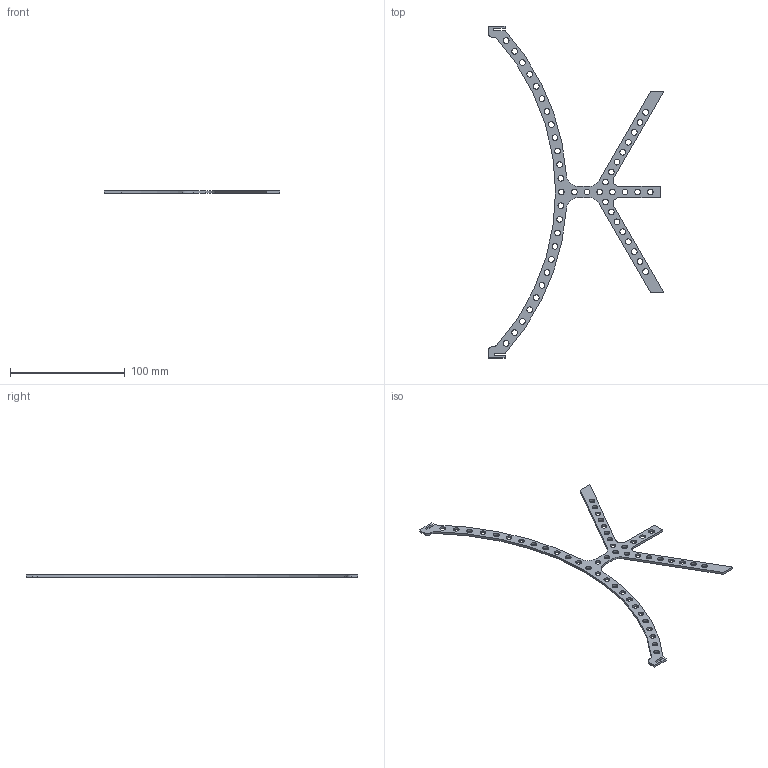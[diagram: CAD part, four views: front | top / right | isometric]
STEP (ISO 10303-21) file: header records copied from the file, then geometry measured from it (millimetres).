
FILE_DESCRIPTION(/* description */ (''),/* implementation_level */ '2;1');
FILE_NAME(/* name */ 'B-Strebe-005.stp',/* time_stamp */ '2017-05-03T17:21:23+02:00',/* author */ ('Catweazle'),/* organization */ (''),/* preprocessor_version */ 'ST-DEVELOPER v16.5',/* originating_system */ 'Autodesk Inventor 2017',/* authorisation */ '');
FILE_SCHEMA (('AUTOMOTIVE_DESIGN { 1 0 10303 214 3 1 1 }'));
Length unit declared in the file: millimetre
Products named in the file (1): B-Strebe-005
Bounding box: 152.98 x 289 x 2 mm (x, y, z)
Volume: 10151.6 mm3; surface area: 14118 mm2
Topology: 1 solids, 1 shells, 87 faces, 255 edges, 170 vertices
Faces by surface type: cylinder 60, plane 27
Full cylindrical faces by diameter (mm): 5 x48
Entity records: 2931 total; most frequent: DIRECTION 503, CARTESIAN_POINT 465, ORIENTED_EDGE 414, EDGE_LOOP 231, AXIS2_PLACEMENT_3D 208, EDGE_CURVE 207, VERTEX_POINT 170, FACE_BOUND 144
